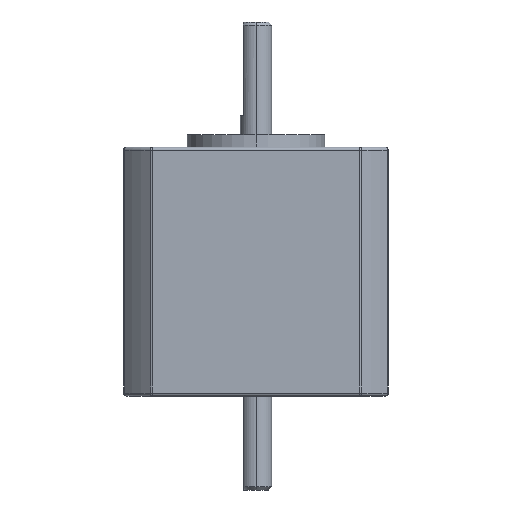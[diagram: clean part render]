
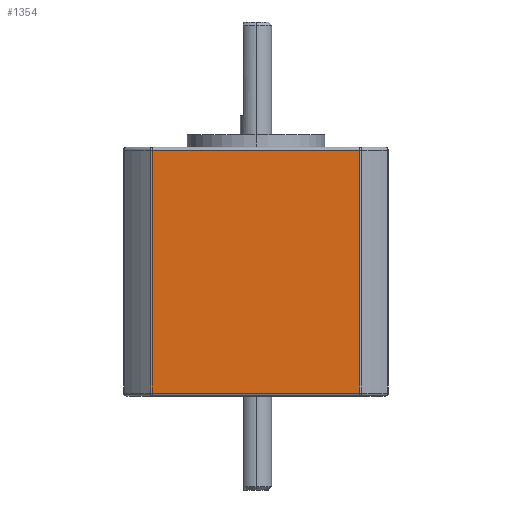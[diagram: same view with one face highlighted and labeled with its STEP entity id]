
A CAD part, left-side view. The second image highlights one B-rep face of the part: STEP entity #1354.
In plain terms, the highlighted planar face has unit normal (-1, 0, 0).
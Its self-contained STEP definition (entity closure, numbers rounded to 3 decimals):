
#170 = EDGE_CURVE ( 'NONE', #1127, #1132, #1427, .T. ) ;
#171 = EDGE_CURVE ( 'NONE', #1132, #1136, #1428, .T. ) ;
#643 = EDGE_LOOP ( 'NONE', ( #810, #808, #809, #807 ) ) ;
#807 = ORIENTED_EDGE ( 'NONE', *, *, #1346, .T. ) ;
#808 = ORIENTED_EDGE ( 'NONE', *, *, #171, .T. ) ;
#809 = ORIENTED_EDGE ( 'NONE', *, *, #1347, .T. ) ;
#810 = ORIENTED_EDGE ( 'NONE', *, *, #170, .T. ) ;
#1127 = VERTEX_POINT ( 'NONE', #1906 ) ;
#1132 = VERTEX_POINT ( 'NONE', #1911 ) ;
#1135 = VERTEX_POINT ( 'NONE', #1914 ) ;
#1136 = VERTEX_POINT ( 'NONE', #1915 ) ;
#1223 = VECTOR ( 'NONE', #1574, 1000. ) ;
#1225 = VECTOR ( 'NONE', #1576, 1000. ) ;
#1346 = EDGE_CURVE ( 'NONE', #1135, #1127, #1486, .T. ) ;
#1347 = EDGE_CURVE ( 'NONE', #1136, #1135, #1487, .T. ) ;
#1354 = ADVANCED_FACE ( 'NONE', ( #1498 ), #1976, .F. ) ;
#1427 = LINE ( 'NONE', #1573, #1223 ) ;
#1428 = LINE ( 'NONE', #1575, #1225 ) ;
#1486 = LINE ( 'NONE', #1953, #2069 ) ;
#1487 = LINE ( 'NONE', #1955, #2071 ) ;
#1498 = FACE_OUTER_BOUND ( 'NONE', #643, .T. ) ;
#1573 = CARTESIAN_POINT ( 'NONE',  ( -21.15, -16.608, 39.8 ) ) ;
#1574 = DIRECTION ( 'NONE',  ( 0., 0., 1. ) ) ;
#1575 = CARTESIAN_POINT ( 'NONE',  ( -21.15, 16.783, 39.3 ) ) ;
#1576 = DIRECTION ( 'NONE',  ( 0., 1., 0. ) ) ;
#1906 = CARTESIAN_POINT ( 'NONE',  ( -21.15, -16.608, 0.5 ) ) ;
#1911 = CARTESIAN_POINT ( 'NONE',  ( -21.15, -16.608, 39.3 ) ) ;
#1914 = CARTESIAN_POINT ( 'NONE',  ( -21.15, 16.608, 0.5 ) ) ;
#1915 = CARTESIAN_POINT ( 'NONE',  ( -21.15, 16.608, 39.3 ) ) ;
#1953 = CARTESIAN_POINT ( 'NONE',  ( -21.15, 16.783, 0.5 ) ) ;
#1954 = DIRECTION ( 'NONE',  ( 0., -1., 0. ) ) ;
#1955 = CARTESIAN_POINT ( 'NONE',  ( -21.15, 16.608, 39.8 ) ) ;
#1956 = DIRECTION ( 'NONE',  ( 0., 0., -1. ) ) ;
#1976 = PLANE ( 'NONE',  #2077 ) ;
#1977 = CARTESIAN_POINT ( 'NONE',  ( -21.15, 16.783, 39.8 ) ) ;
#1978 = DIRECTION ( 'NONE',  ( 1., 0., 0. ) ) ;
#1979 = DIRECTION ( 'NONE',  ( 0., 0., -1. ) ) ;
#2069 = VECTOR ( 'NONE', #1954, 1000. ) ;
#2071 = VECTOR ( 'NONE', #1956, 1000. ) ;
#2077 = AXIS2_PLACEMENT_3D ( 'NONE', #1977, #1978, #1979 ) ;
